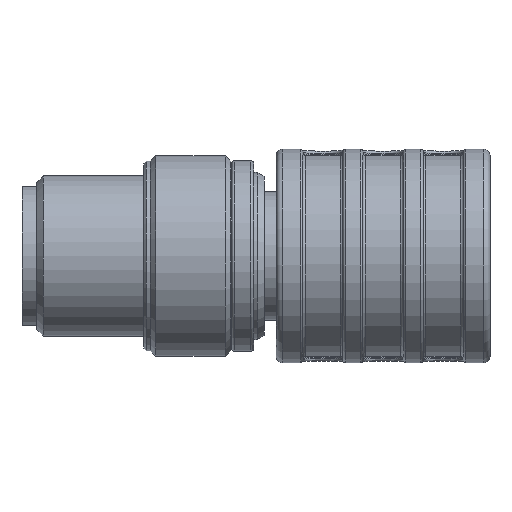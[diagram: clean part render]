
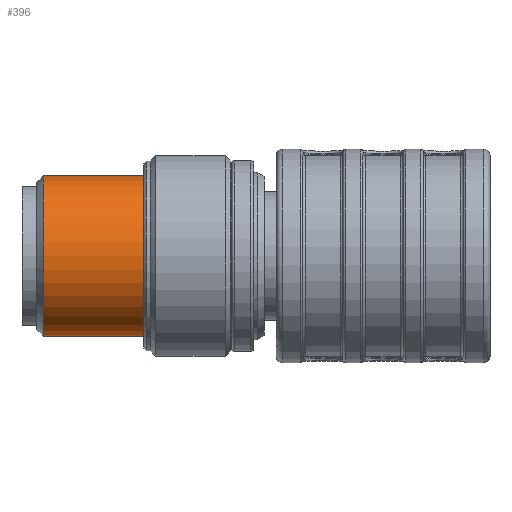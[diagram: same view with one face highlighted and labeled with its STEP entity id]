
A CAD part, top view. The second image highlights one B-rep face of the part: STEP entity #396.
In plain terms, the highlighted cylindrical face has radius 6 mm (diameter 12 mm), a full revolution.
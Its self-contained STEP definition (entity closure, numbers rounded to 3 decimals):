
#282=CYLINDRICAL_SURFACE('',#3197,6.);
#396=ADVANCED_FACE('',(#1016,#1017),#282,.T.);
#1016=FACE_BOUND('',#1160,.T.);
#1017=FACE_BOUND('',#1161,.T.);
#1160=EDGE_LOOP('',(#1562));
#1161=EDGE_LOOP('',(#1563));
#1562=ORIENTED_EDGE('',*,*,#2577,.T.);
#1563=ORIENTED_EDGE('',*,*,#2576,.F.);
#2273=VERTEX_POINT('',#4765);
#2274=VERTEX_POINT('',#4768);
#2576=EDGE_CURVE('',#2273,#2273,#2945,.T.);
#2577=EDGE_CURVE('',#2274,#2274,#2946,.T.);
#2945=CIRCLE('',#3194,6.);
#2946=CIRCLE('',#3196,6.);
#3194=AXIS2_PLACEMENT_3D('',#4764,#3748,#3749);
#3196=AXIS2_PLACEMENT_3D('',#4767,#3752,#3753);
#3197=AXIS2_PLACEMENT_3D('',#4769,#3754,#3755);
#3748=DIRECTION('',(-1.,0.,0.));
#3749=DIRECTION('',(0.,0.,-1.));
#3752=DIRECTION('',(-1.,0.,0.));
#3753=DIRECTION('',(0.,0.,-1.));
#3754=DIRECTION('',(-1.,0.,0.));
#3755=DIRECTION('',(0.,0.,1.));
#4764=CARTESIAN_POINT('',(24.6,50.,102.5));
#4765=CARTESIAN_POINT('',(24.6,50.,96.5));
#4767=CARTESIAN_POINT('',(32.1,50.,102.5));
#4768=CARTESIAN_POINT('',(32.1,50.,96.5));
#4769=CARTESIAN_POINT('',(24.1,50.,102.5));
